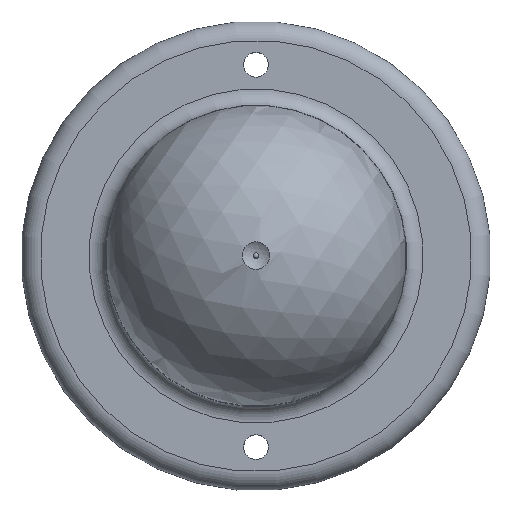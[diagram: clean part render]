
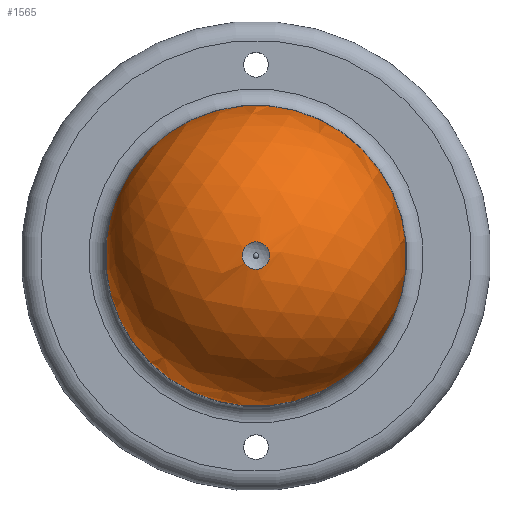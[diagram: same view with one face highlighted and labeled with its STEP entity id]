
A CAD part, top view. The second image highlights one B-rep face of the part: STEP entity #1565.
In plain terms, the highlighted spherical face has radius 27.5 mm.
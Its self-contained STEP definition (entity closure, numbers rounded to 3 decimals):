
#1209=SPHERICAL_SURFACE('',#4209,27.5);
#1353=FACE_BOUND('',#1987,.T.);
#1354=FACE_BOUND('',#1988,.T.);
#1565=ADVANCED_FACE('NONE',(#1353,#1354),#1209,.T.);
#1987=EDGE_LOOP('',(#2992));
#1988=EDGE_LOOP('',(#2993));
#2992=ORIENTED_EDGE('',*,*,#3776,.T.);
#2993=ORIENTED_EDGE('',*,*,#3775,.F.);
#3424=VERTEX_POINT('',#5929);
#3425=VERTEX_POINT('',#5932);
#3775=EDGE_CURVE('NONE',#3424,#3424,#3929,.T.);
#3776=EDGE_CURVE('NONE',#3425,#3425,#3930,.T.);
#3929=CIRCLE('',#4206,27.496);
#3930=CIRCLE('',#4208,2.51);
#4206=AXIS2_PLACEMENT_3D('',#5928,#4965,#4966);
#4208=AXIS2_PLACEMENT_3D('',#5931,#4969,#4970);
#4209=AXIS2_PLACEMENT_3D('',#5933,#4971,#4972);
#4965=DIRECTION('',(0.,-1.,0.));
#4966=DIRECTION('',(0.572,0.,-0.821));
#4969=DIRECTION('',(0.,-1.,0.));
#4970=DIRECTION('',(0.572,0.,-0.821));
#4971=DIRECTION('',(-0.572,0.,0.821));
#4972=DIRECTION('',(0.821,0.,0.572));
#5928=CARTESIAN_POINT('',(0.,380.11,-18.593));
#5929=CARTESIAN_POINT('',(15.716,380.11,-41.154));
#5931=CARTESIAN_POINT('',(0.,407.015,-18.593));
#5932=CARTESIAN_POINT('',(1.434,407.015,-20.652));
#5933=CARTESIAN_POINT('',(0.,379.63,-18.593));
